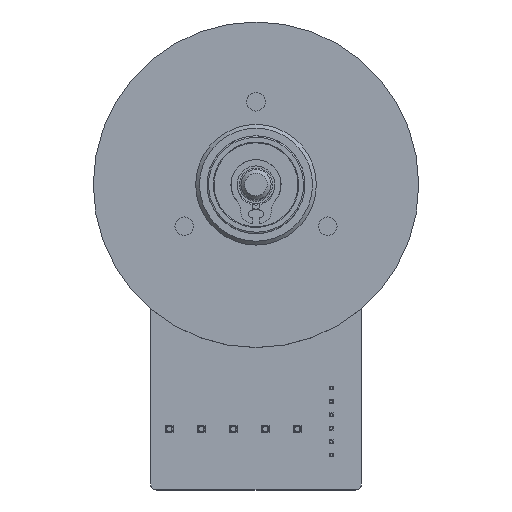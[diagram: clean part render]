
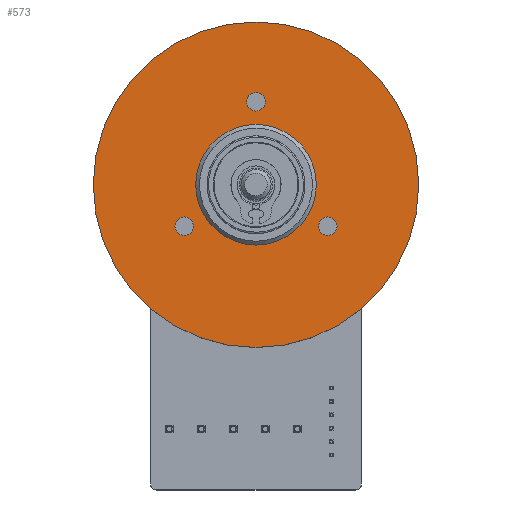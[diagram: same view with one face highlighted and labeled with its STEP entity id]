
A CAD part, top view. The second image highlights one B-rep face of the part: STEP entity #573.
In plain terms, the highlighted planar face has unit normal (0, 0, 1).
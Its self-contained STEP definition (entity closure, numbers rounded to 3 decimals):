
#140=CARTESIAN_POINT('',(8.0,0.,4.0));
#141=VERTEX_POINT('',#140);
#142=CARTESIAN_POINT('',(0.0,0.0,4.0));
#143=DIRECTION('',(0.0,0.0,-1.0));
#144=DIRECTION('',(-1.0,0.0,0.0));
#145=AXIS2_PLACEMENT_3D('',#142,#143,#144);
#146=CIRCLE('',#145,8.0);
#147=EDGE_CURVE('',#141,#141,#146,.T.);
#415=CARTESIAN_POINT('',(10.756,-5.5,4.0));
#416=VERTEX_POINT('',#415);
#417=CARTESIAN_POINT('',(9.526,-5.5,4.));
#418=DIRECTION('',(0.0,0.0,-1.0));
#419=DIRECTION('',(1.0,0.0,0.0));
#420=AXIS2_PLACEMENT_3D('',#417,#418,#419);
#421=CIRCLE('',#420,1.23);
#422=EDGE_CURVE('',#416,#416,#421,.T.);
#464=CARTESIAN_POINT('',(-8.297,-5.5,4.0));
#465=VERTEX_POINT('',#464);
#466=CARTESIAN_POINT('',(-9.526,-5.5,4.));
#467=DIRECTION('',(0.0,0.0,-1.0));
#468=DIRECTION('',(1.0,0.0,0.0));
#469=AXIS2_PLACEMENT_3D('',#466,#467,#468);
#470=CIRCLE('',#469,1.23);
#471=EDGE_CURVE('',#465,#465,#470,.T.);
#513=CARTESIAN_POINT('',(1.229,11.0,4.0));
#514=VERTEX_POINT('',#513);
#515=CARTESIAN_POINT('',(0.,11.0,4.));
#516=DIRECTION('',(0.0,0.0,-1.0));
#517=DIRECTION('',(1.0,0.0,0.0));
#518=AXIS2_PLACEMENT_3D('',#515,#516,#517);
#519=CIRCLE('',#518,1.23);
#520=EDGE_CURVE('',#514,#514,#519,.T.);
#530=CARTESIAN_POINT('',(21.6,0.,4.0));
#531=VERTEX_POINT('',#530);
#532=CARTESIAN_POINT('',(0.0,0.0,4.0));
#533=DIRECTION('',(0.0,0.0,-1.0));
#534=DIRECTION('',(-1.0,0.0,0.0));
#535=AXIS2_PLACEMENT_3D('',#532,#533,#534);
#536=CIRCLE('',#535,21.6);
#537=EDGE_CURVE('',#531,#531,#536,.T.);
#553=CARTESIAN_POINT('',(0.0,0.0,4.0));
#554=DIRECTION('',(0.0,0.0,-1.0));
#555=DIRECTION('',(-1.0,0.0,0.0));
#556=AXIS2_PLACEMENT_3D('',#553,#554,#555);
#557=PLANE('',#556);
#558=ORIENTED_EDGE('',*,*,#537,.F.);
#559=EDGE_LOOP('',(#558));
#560=FACE_OUTER_BOUND('',#559,.T.);
#561=ORIENTED_EDGE('',*,*,#147,.T.);
#562=EDGE_LOOP('',(#561));
#563=FACE_BOUND('',#562,.T.);
#564=ORIENTED_EDGE('',*,*,#422,.T.);
#565=EDGE_LOOP('',(#564));
#566=FACE_BOUND('',#565,.T.);
#567=ORIENTED_EDGE('',*,*,#471,.T.);
#568=EDGE_LOOP('',(#567));
#569=FACE_BOUND('',#568,.T.);
#570=ORIENTED_EDGE('',*,*,#520,.T.);
#571=EDGE_LOOP('',(#570));
#572=FACE_BOUND('',#571,.T.);
#573=ADVANCED_FACE('',(#560,#563,#566,#569,#572),#557,.F.);
